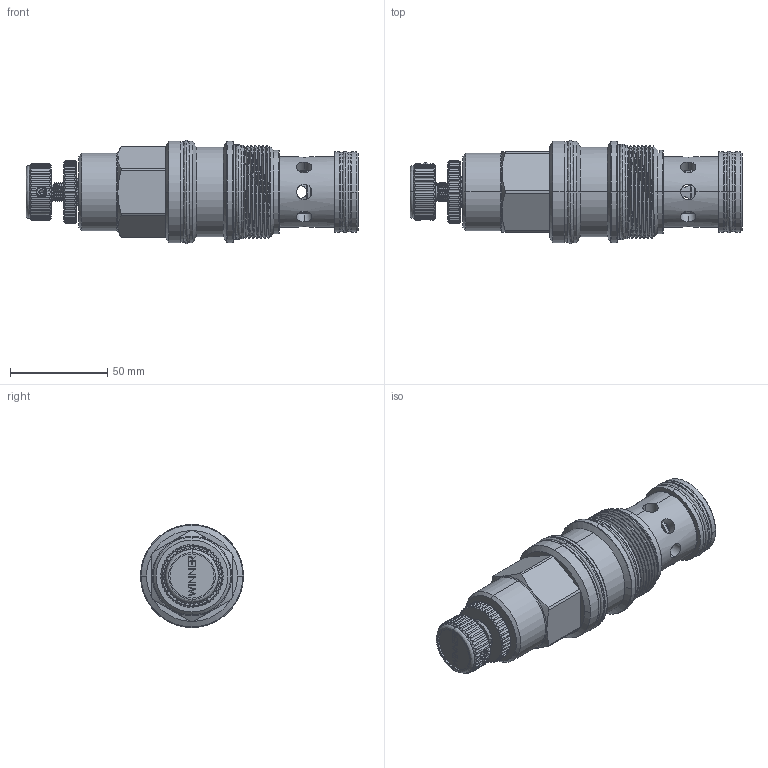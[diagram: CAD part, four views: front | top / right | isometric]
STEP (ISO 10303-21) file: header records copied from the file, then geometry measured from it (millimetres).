
FILE_DESCRIPTION (( 'STEP AP203' ), '1' );
FILE_NAME ('PB19A30-K.STEP', '2016-07-22T08:38:28', ( '' ), ( '' ), 'SwSTEP 2.0', 'SolidWorks 2012', '' );
FILE_SCHEMA (( 'CONFIG_CONTROL_DESIGN' ));
Length unit declared in the file: millimetre
Products named in the file (1): PB19A30-K
Bounding box: 170.97 x 53.11 x 53.11 mm (x, y, z)
Surface area: 47748.9 mm2 (no closed solid volume)
Topology: 0 solids, 26 shells, 886 faces, 2382 edges, 1516 vertices
Faces by surface type: cylinder 496, plane 217, bspline 102, cone 71
Entity records: 50088 total; most frequent: CARTESIAN_POINT 29129, ORIENTED_EDGE 4715, DIRECTION 3990, EDGE_CURVE 2360, AXIS2_PLACEMENT_3D 1568, VERTEX_POINT 1516, EDGE_LOOP 964, ADVANCED_FACE 886
